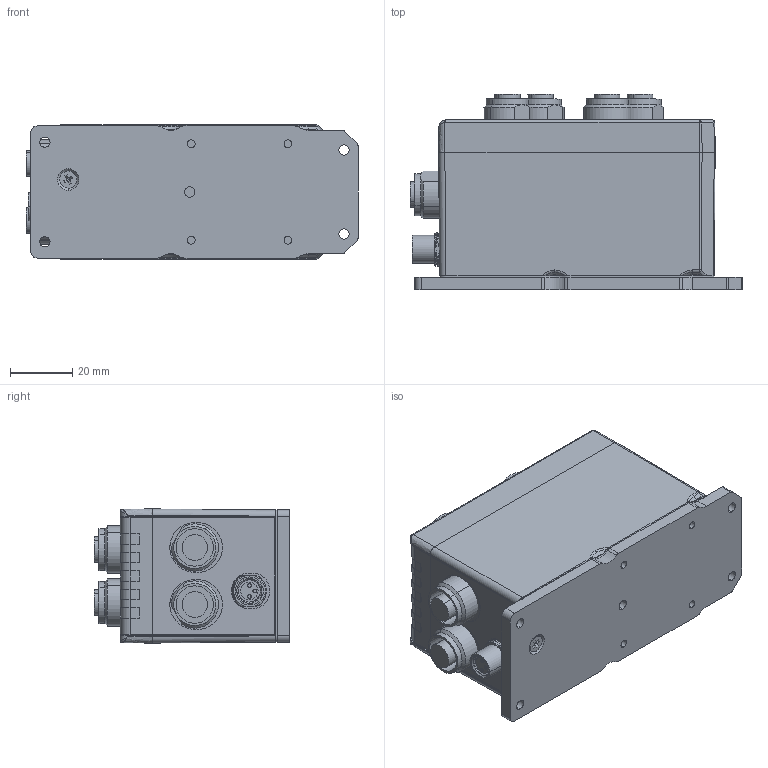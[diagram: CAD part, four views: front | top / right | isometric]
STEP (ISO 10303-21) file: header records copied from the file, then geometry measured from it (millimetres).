
FILE_DESCRIPTION (( 'STEP AP214' ), '1' );
FILE_NAME ('SMC66 Solid.STEP', '2018-04-17T12:17:27', ( '' ), ( '' ), 'SwSTEP 2.0', 'SolidWorks 2017', '' );
FILE_SCHEMA (( 'AUTOMOTIVE_DESIGN' ));
Length unit declared in the file: millimetre
Products named in the file (9): Cover; M12 Connector; SMC66 Solid; Mount; M8; Foil; countersunk flat head cross recess screw_iso_ISO 7046-1 - M3 x 6 - Z - 6C; MM4215 11 Gasket for SMC66 Controller; Housing
Assembly tree (13 placements, depth 2):
  SMC66 Solid
    Housing
    Cover
    M12 Connector  x6
    Mount
    MM4215 11 Gasket for SMC66 Controller
    Foil
    countersunk flat head cross recess screw_iso_ISO 7046-1 - M3 x 6 - Z - 6C
    M8
Bounding box: 106.56 x 62.8 x 43.06 mm (x, y, z)
Volume: 220782.7 mm3; surface area: 62331.1 mm2
Topology: 14 solids, 19 shells, 544 faces, 1343 edges, 840 vertices
Faces by surface type: plane 221, cylinder 182, bspline 91, cone 46, sphere 2, torus 2
Entity records: 20522 total; most frequent: CARTESIAN_POINT 9294, ORIENTED_EDGE 2326, DIRECTION 1934, EDGE_CURVE 1163, VERTEX_POINT 735, AXIS2_PLACEMENT_3D 659, VECTOR 616, LINE 616
